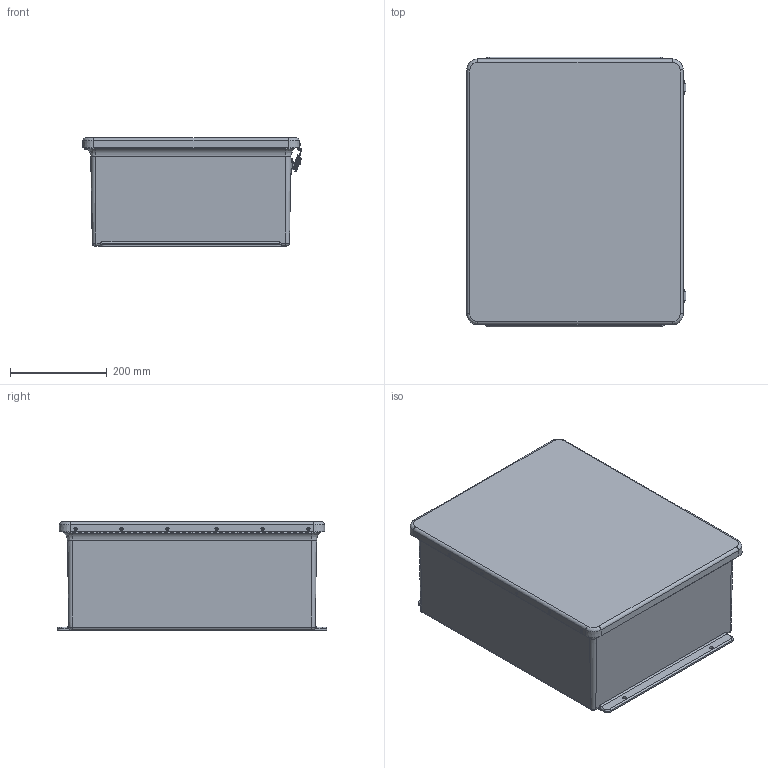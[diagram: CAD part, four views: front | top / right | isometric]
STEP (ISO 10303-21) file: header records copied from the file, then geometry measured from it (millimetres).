
FILE_DESCRIPTION (( 'STEP AP214' ), '1' );
FILE_NAME ('M2016HLL.STEP', '2018-11-07T20:14:03', ( '' ), ( '' ), 'SwSTEP 2.0', 'SolidWorks 2018', '' );
FILE_SCHEMA (( 'AUTOMOTIVE_DESIGN' ));
Length unit declared in the file: inch
Products named in the file (1): M2016HLL
Bounding box: 454.77 x 558.8 x 224.26 mm (x, y, z)
Volume: 4648145.7 mm3; surface area: 1916773.5 mm2
Topology: 50 solids, 50 shells, 1197 faces, 2999 edges, 1955 vertices
Faces by surface type: plane 571, cylinder 497, bspline 76, cone 49, torus 4
Full cylindrical faces by diameter (mm): 1.702 x2, 2.159 x79, 2.21 x2, 2.489 x4, 2.64 x4, 2.794 x2, 3.175 x22, 3.302 x4, 3.327 x12, 3.378 x4, 3.429 x2, 3.556 x22, 3.861 x5, 3.962 x7, 4.572 x2, 4.75 x4, 4.8 x2, 4.851 x4, 5.41 x2, 5.537 x4, 6.35 x18, 6.858 x4, 7.264 x2, 13.335 x2, 13.589 x2, 15.494 x2, 16.764 x2
Entity records: 54976 total; most frequent: CARTESIAN_POINT 10699, DIRECTION 5712, ORIENTED_EDGE 5408, EDGE_CURVE 2704, AXIS2_PLACEMENT_3D 2100, VERTEX_POINT 1920, EDGE_LOOP 1800, VECTOR 1512
